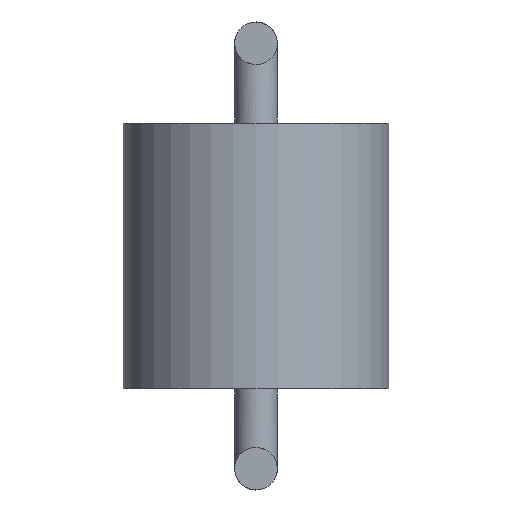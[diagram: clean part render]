
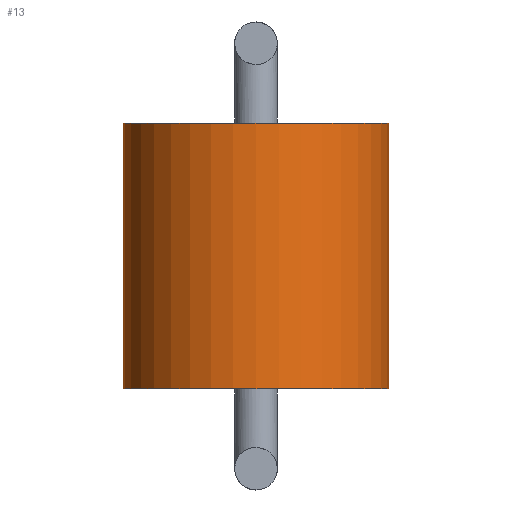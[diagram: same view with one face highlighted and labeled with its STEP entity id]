
A CAD part, front view. The second image highlights one B-rep face of the part: STEP entity #13.
In plain terms, the highlighted cylindrical face has radius 2.5 mm (diameter 5 mm), a partial arc.
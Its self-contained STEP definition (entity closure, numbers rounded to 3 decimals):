
#3 = CARTESIAN_POINT ( 'NONE',  ( 4.8, 4.5, 9.8 ) ) ;
#4 = ORIENTED_EDGE ( 'NONE', *, *, #72, .F. ) ;
#13 = ADVANCED_FACE ( 'NONE', ( #43 ), #117, .T. ) ;
#43 = FACE_OUTER_BOUND ( 'NONE', #781, .T. ) ;
#66 = CARTESIAN_POINT ( 'NONE',  ( 7.3, 4.5, 14.8 ) ) ;
#70 = CARTESIAN_POINT ( 'NONE',  ( 4.8, 4.5, 14.8 ) ) ;
#72 = EDGE_CURVE ( 'NONE', #332, #806, #894, .T. ) ;
#96 = CIRCLE ( 'NONE', #402, 2.5 ) ;
#117 = CYLINDRICAL_SURFACE ( 'NONE', #648, 2.5 ) ;
#147 = CARTESIAN_POINT ( 'NONE',  ( 2.3, 4.5, 14.8 ) ) ;
#181 = VECTOR ( 'NONE', #396, 1000. ) ;
#185 = EDGE_CURVE ( 'NONE', #805, #417, #231, .T. ) ;
#188 = CARTESIAN_POINT ( 'NONE',  ( 2.3, 4.5, 9.8 ) ) ;
#231 = LINE ( 'NONE', #497, #252 ) ;
#252 = VECTOR ( 'NONE', #496, 1000. ) ;
#314 = CIRCLE ( 'NONE', #817, 2.5 ) ;
#326 = CARTESIAN_POINT ( 'NONE',  ( 2.3, 4.5, 10.8 ) ) ;
#332 = VERTEX_POINT ( 'NONE', #188 ) ;
#396 = DIRECTION ( 'NONE',  ( 0., 0., 1. ) ) ;
#402 = AXIS2_PLACEMENT_3D ( 'NONE', #3, #429, #755 ) ;
#417 = VERTEX_POINT ( 'NONE', #66 ) ;
#429 = DIRECTION ( 'NONE',  ( 0., 0., 1. ) ) ;
#465 = ORIENTED_EDGE ( 'NONE', *, *, #530, .T. ) ;
#480 = ORIENTED_EDGE ( 'NONE', *, *, #185, .T. ) ;
#496 = DIRECTION ( 'NONE',  ( 0., 0., 1. ) ) ;
#497 = CARTESIAN_POINT ( 'NONE',  ( 7.3, 4.5, 10.8 ) ) ;
#530 = EDGE_CURVE ( 'NONE', #332, #805, #96, .T. ) ;
#648 = AXIS2_PLACEMENT_3D ( 'NONE', #810, #733, #743 ) ;
#733 = DIRECTION ( 'NONE',  ( 0., 0., 1. ) ) ;
#743 = DIRECTION ( 'NONE',  ( 1., 0., 0. ) ) ;
#755 = DIRECTION ( 'NONE',  ( 1., 0., 0. ) ) ;
#781 = EDGE_LOOP ( 'NONE', ( #4, #465, #480, #812 ) ) ;
#805 = VERTEX_POINT ( 'NONE', #873 ) ;
#806 = VERTEX_POINT ( 'NONE', #147 ) ;
#810 = CARTESIAN_POINT ( 'NONE',  ( 4.8, 4.5, 10.8 ) ) ;
#812 = ORIENTED_EDGE ( 'NONE', *, *, #813, .T. ) ;
#813 = EDGE_CURVE ( 'NONE', #417, #806, #314, .T. ) ;
#817 = AXIS2_PLACEMENT_3D ( 'NONE', #70, #876, #848 ) ;
#848 = DIRECTION ( 'NONE',  ( 1., 0., 0. ) ) ;
#873 = CARTESIAN_POINT ( 'NONE',  ( 7.3, 4.5, 9.8 ) ) ;
#876 = DIRECTION ( 'NONE',  ( 0., 0., -1. ) ) ;
#894 = LINE ( 'NONE', #326, #181 ) ;
